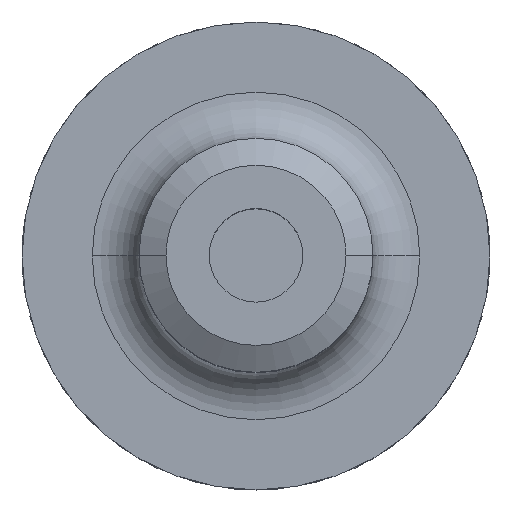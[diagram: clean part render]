
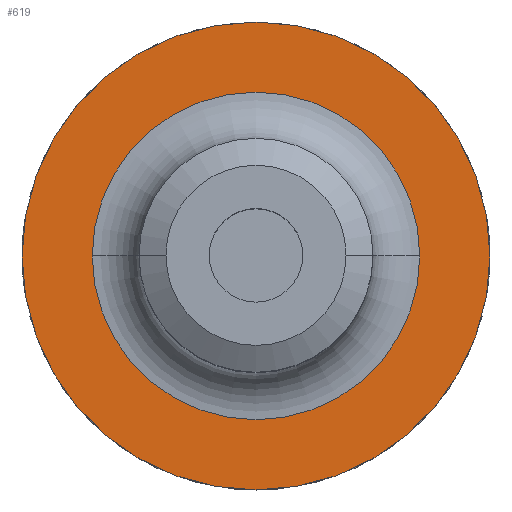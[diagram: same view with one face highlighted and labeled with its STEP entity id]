
A CAD part, top view. The second image highlights one B-rep face of the part: STEP entity #619.
In plain terms, the highlighted planar face has unit normal (0, 0, 1).
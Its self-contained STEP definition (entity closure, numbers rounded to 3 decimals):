
#59 = ORIENTED_EDGE ( 'NONE', *, *, #916, .T. ) ;
#71 = VERTEX_POINT ( 'NONE', #1650 ) ;
#132 = PLANE ( 'NONE',  #1369 ) ;
#198 = CARTESIAN_POINT ( 'NONE',  ( 0., 0., 38. ) ) ;
#220 = DIRECTION ( 'NONE',  ( -1., 0., 0. ) ) ;
#247 = DIRECTION ( 'NONE',  ( 0., 0., -1. ) ) ;
#331 = EDGE_CURVE ( 'NONE', #435, #1449, #1802, .T. ) ;
#358 = DIRECTION ( 'NONE',  ( -1., 0., 0. ) ) ;
#386 = DIRECTION ( 'NONE',  ( -1., 0., 0. ) ) ;
#423 = CARTESIAN_POINT ( 'NONE',  ( 35., 0., 38. ) ) ;
#435 = VERTEX_POINT ( 'NONE', #1851 ) ;
#451 = AXIS2_PLACEMENT_3D ( 'NONE', #1263, #672, #386 ) ;
#478 = CIRCLE ( 'NONE', #451, 35. ) ;
#567 = CARTESIAN_POINT ( 'NONE',  ( 0., 0., 38. ) ) ;
#572 = DIRECTION ( 'NONE',  ( -1., 0., 0. ) ) ;
#607 = VERTEX_POINT ( 'NONE', #423 ) ;
#619 = ADVANCED_FACE ( 'NONE', ( #1070, #1799 ), #132, .F. ) ;
#666 = EDGE_LOOP ( 'NONE', ( #840, #59 ) ) ;
#672 = DIRECTION ( 'NONE',  ( 0., 0., -1. ) ) ;
#674 = CARTESIAN_POINT ( 'NONE',  ( 0., 0., 38. ) ) ;
#704 = AXIS2_PLACEMENT_3D ( 'NONE', #674, #813, #220 ) ;
#709 = CIRCLE ( 'NONE', #1156, 50. ) ;
#725 = ORIENTED_EDGE ( 'NONE', *, *, #1789, .F. ) ;
#813 = DIRECTION ( 'NONE',  ( 0., 0., -1. ) ) ;
#840 = ORIENTED_EDGE ( 'NONE', *, *, #1108, .T. ) ;
#916 = EDGE_CURVE ( 'NONE', #607, #71, #478, .T. ) ;
#1012 = CARTESIAN_POINT ( 'NONE',  ( 0., 0., 38. ) ) ;
#1046 = DIRECTION ( 'NONE',  ( -1., 0., 0. ) ) ;
#1070 = FACE_BOUND ( 'NONE', #666, .T. ) ;
#1108 = EDGE_CURVE ( 'NONE', #71, #607, #1222, .T. ) ;
#1156 = AXIS2_PLACEMENT_3D ( 'NONE', #198, #1249, #358 ) ;
#1192 = ORIENTED_EDGE ( 'NONE', *, *, #331, .F. ) ;
#1197 = AXIS2_PLACEMENT_3D ( 'NONE', #1012, #247, #572 ) ;
#1222 = CIRCLE ( 'NONE', #1197, 35. ) ;
#1249 = DIRECTION ( 'NONE',  ( 0., 0., -1. ) ) ;
#1263 = CARTESIAN_POINT ( 'NONE',  ( 0., 0., 38. ) ) ;
#1369 = AXIS2_PLACEMENT_3D ( 'NONE', #567, #1614, #1046 ) ;
#1449 = VERTEX_POINT ( 'NONE', #1893 ) ;
#1614 = DIRECTION ( 'NONE',  ( 0., 0., -1. ) ) ;
#1650 = CARTESIAN_POINT ( 'NONE',  ( -35., 0., 38. ) ) ;
#1789 = EDGE_CURVE ( 'NONE', #1449, #435, #709, .T. ) ;
#1799 = FACE_OUTER_BOUND ( 'NONE', #1841, .T. ) ;
#1802 = CIRCLE ( 'NONE', #704, 50. ) ;
#1841 = EDGE_LOOP ( 'NONE', ( #1192, #725 ) ) ;
#1851 = CARTESIAN_POINT ( 'NONE',  ( -50., 0., 38. ) ) ;
#1893 = CARTESIAN_POINT ( 'NONE',  ( 50., 0., 38. ) ) ;
